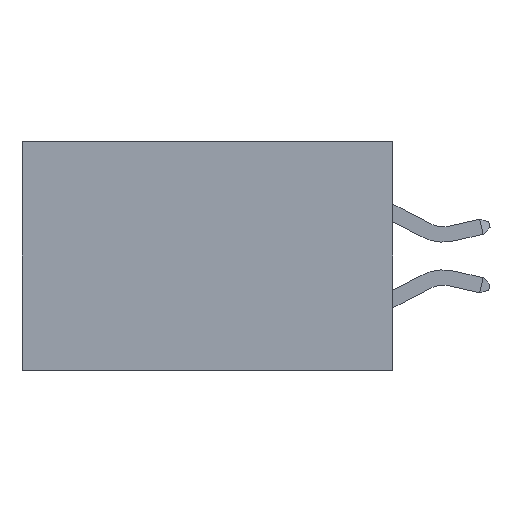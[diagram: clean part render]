
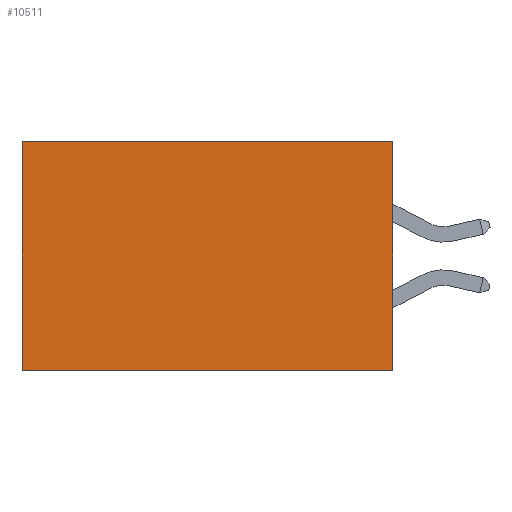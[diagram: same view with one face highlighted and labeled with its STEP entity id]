
A CAD part, left-side view. The second image highlights one B-rep face of the part: STEP entity #10511.
In plain terms, the highlighted planar face has unit normal (-1, 0, 0).
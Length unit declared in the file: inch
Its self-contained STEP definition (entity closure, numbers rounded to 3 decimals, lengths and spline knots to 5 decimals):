
#393 = LINE ( 'NONE', #8422, #2825 ) ;
#569 = CARTESIAN_POINT ( 'NONE',  ( 0.2875, 0., 0. ) ) ;
#1026 = LINE ( 'NONE', #569, #10479 ) ;
#1421 = ORIENTED_EDGE ( 'NONE', *, *, #4910, .F. ) ;
#1497 = VECTOR ( 'NONE', #9521, 39.37008 ) ;
#1628 = CARTESIAN_POINT ( 'NONE',  ( 0.2875, 0., 0. ) ) ;
#2470 = VERTEX_POINT ( 'NONE', #5163 ) ;
#2588 = CARTESIAN_POINT ( 'NONE',  ( 0.2875, 0., 0. ) ) ;
#2825 = VECTOR ( 'NONE', #11264, 39.37008 ) ;
#2898 = VERTEX_POINT ( 'NONE', #4584 ) ;
#3957 = AXIS2_PLACEMENT_3D ( 'NONE', #1628, #6632, #7646 ) ;
#4090 = ORIENTED_EDGE ( 'NONE', *, *, #11417, .F. ) ;
#4109 = FACE_OUTER_BOUND ( 'NONE', #9295, .T. ) ;
#4584 = CARTESIAN_POINT ( 'NONE',  ( 0.2875, 0.6, 0. ) ) ;
#4910 = EDGE_CURVE ( 'NONE', #2470, #9689, #1026, .T. ) ;
#5037 = EDGE_CURVE ( 'NONE', #2898, #6736, #8425, .T. ) ;
#5163 = CARTESIAN_POINT ( 'NONE',  ( 0.2875, 0., 0. ) ) ;
#5182 = ORIENTED_EDGE ( 'NONE', *, *, #10194, .T. ) ;
#5485 = VECTOR ( 'NONE', #11627, 39.37008 ) ;
#6632 = DIRECTION ( 'NONE',  ( 1., 0., 0. ) ) ;
#6736 = VERTEX_POINT ( 'NONE', #12667 ) ;
#7585 = CARTESIAN_POINT ( 'NONE',  ( 0.2875, 0.6, 0. ) ) ;
#7646 = DIRECTION ( 'NONE',  ( 0., 0., -1. ) ) ;
#8409 = CARTESIAN_POINT ( 'NONE',  ( 0.2875, 0., -0.37 ) ) ;
#8422 = CARTESIAN_POINT ( 'NONE',  ( 0.2875, 0., -0.37 ) ) ;
#8425 = LINE ( 'NONE', #7585, #5485 ) ;
#9295 = EDGE_LOOP ( 'NONE', ( #10798, #4090, #1421, #5182 ) ) ;
#9521 = DIRECTION ( 'NONE',  ( 0., 1., 0. ) ) ;
#9689 = VERTEX_POINT ( 'NONE', #8409 ) ;
#9690 = LINE ( 'NONE', #2588, #1497 ) ;
#10194 = EDGE_CURVE ( 'NONE', #2470, #2898, #9690, .T. ) ;
#10386 = DIRECTION ( 'NONE',  ( 0., 0., -1. ) ) ;
#10479 = VECTOR ( 'NONE', #10386, 39.37008 ) ;
#10511 = ADVANCED_FACE ( 'NONE', ( #4109 ), #10575, .F. ) ;
#10575 = PLANE ( 'NONE',  #3957 ) ;
#10798 = ORIENTED_EDGE ( 'NONE', *, *, #5037, .T. ) ;
#11264 = DIRECTION ( 'NONE',  ( 0., 1., 0. ) ) ;
#11417 = EDGE_CURVE ( 'NONE', #9689, #6736, #393, .T. ) ;
#11627 = DIRECTION ( 'NONE',  ( 0., 0., -1. ) ) ;
#12667 = CARTESIAN_POINT ( 'NONE',  ( 0.2875, 0.6, -0.37 ) ) ;
